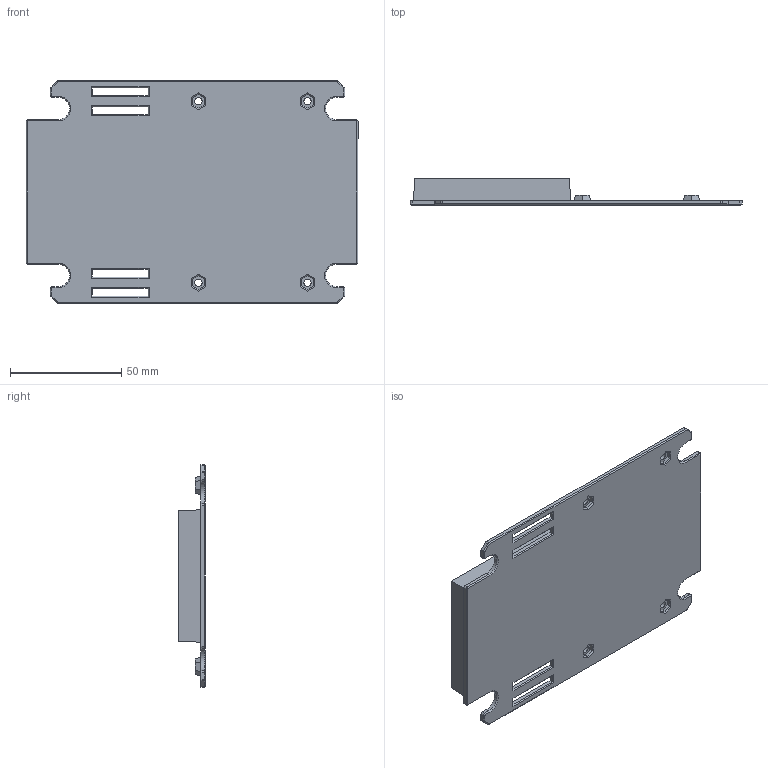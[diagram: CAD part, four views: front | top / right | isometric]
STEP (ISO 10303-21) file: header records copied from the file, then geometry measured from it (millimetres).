
FILE_DESCRIPTION(/* description */ (''),/* implementation_level */ '2;1');
FILE_NAME(/* name */ '7005.step',/* time_stamp */ '2025-05-05T11:49:11-07:00',/* author */ (''),/* organization */ (''),/* preprocessor_version */ 'ST-DEVELOPER v20.1',/* originating_system */ 'Autodesk Translation Framework v14.4.0.0',/* authorisation */ '');
FILE_SCHEMA (('AUTOMOTIVE_DESIGN { 1 0 10303 214 3 1 1 }'));
Length unit declared in the file: millimetre
Products named in the file (1): 7005
Bounding box: 149.17 x 11.98 x 100 mm (x, y, z)
Volume: 29727.9 mm3; surface area: 33888 mm2
Topology: 1 solids, 1 shells, 326 faces, 835 edges, 530 vertices
Faces by surface type: plane 201, bspline 81, cylinder 24, cone 20
Full cylindrical faces by diameter (mm): 3.3 x4
Entity records: 10512 total; most frequent: CARTESIAN_POINT 3069, ORIENTED_EDGE 1670, DIRECTION 1233, EDGE_CURVE 835, LINE 605, VECTOR 605, VERTEX_POINT 530, EDGE_LOOP 361
